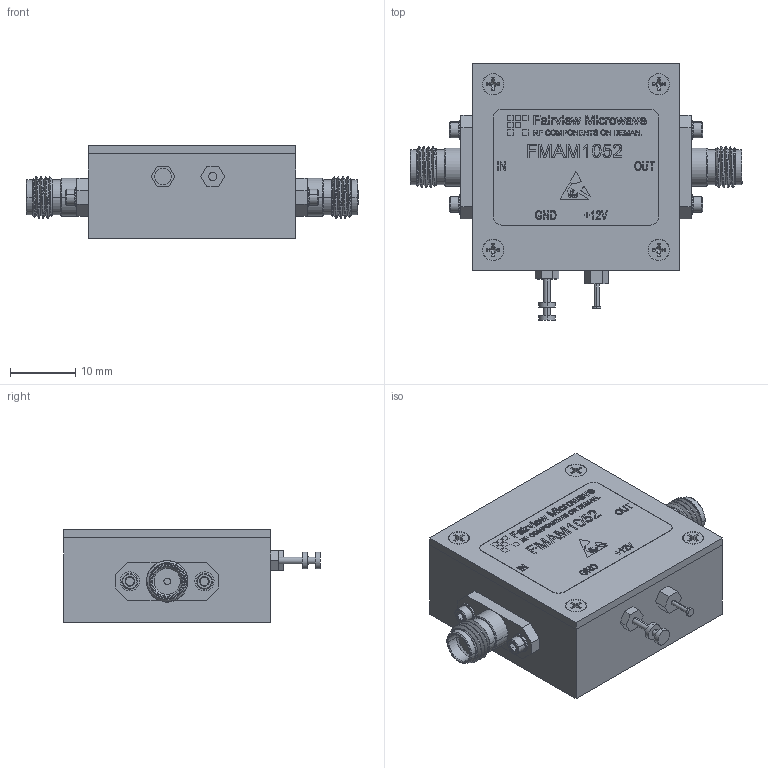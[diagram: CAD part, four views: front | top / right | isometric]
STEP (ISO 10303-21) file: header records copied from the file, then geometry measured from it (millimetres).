
FILE_DESCRIPTION (( 'STEP AP214' ), '1' );
FILE_NAME ('FMAM1052_3D.step', '2025-12-05T16:19:56', ( '' ), ( '' ), 'SwSTEP 2.0', 'SolidWorks 2025', '' );
FILE_SCHEMA (( 'AUTOMOTIVE_DESIGN' ));
Length unit declared in the file: inch
Products named in the file (1): FMAM1052_3D
Bounding box: 50.9 x 39.37 x 14.35 mm (x, y, z)
Volume: 15009.1 mm3; surface area: 5094.5 mm2
Topology: 1 solids, 13 shells, 1421 faces, 3674 edges, 2398 vertices
Faces by surface type: plane 770, bspline 286, cylinder 213, cone 152
Entity records: 64883 total; most frequent: CARTESIAN_POINT 32858, ORIENTED_EDGE 7300, DIRECTION 5390, EDGE_CURVE 3650, VERTEX_POINT 2398, VECTOR 2282, LINE 2282, EDGE_LOOP 1576
